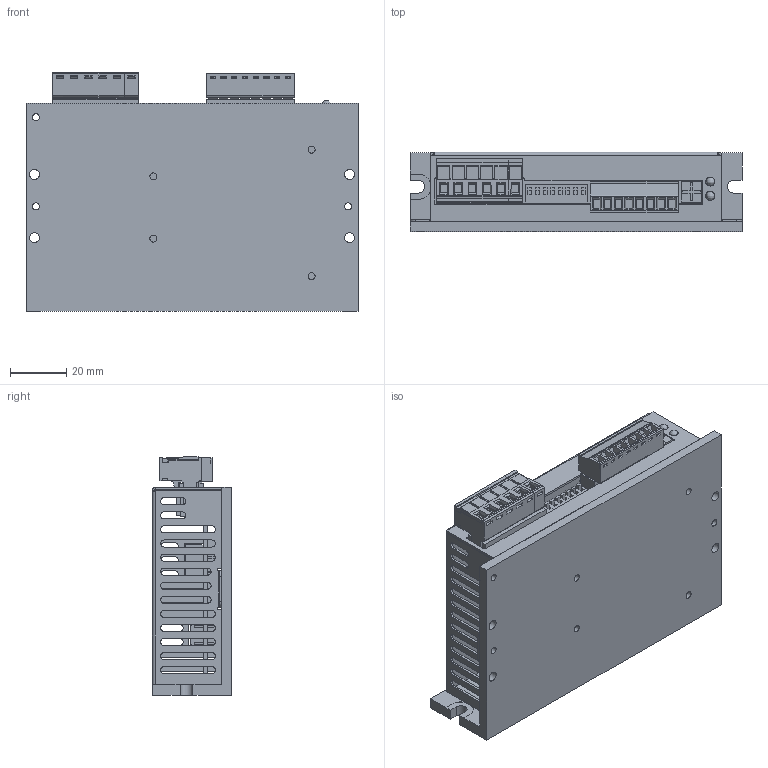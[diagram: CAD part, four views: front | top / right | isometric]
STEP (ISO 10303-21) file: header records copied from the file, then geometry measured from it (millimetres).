
FILE_DESCRIPTION (( 'STEP AP214' ), '1' );
FILE_NAME ('SRX4 梓袧倰.1.1.1.STEP', '2019-09-04T10:58:03', ( '' ), ( '' ), 'SwSTEP 2.0', 'SolidWorks 2015', '' );
FILE_SCHEMA (( 'AUTOMOTIVE_DESIGN' ));
Length unit declared in the file: millimetre
Products named in the file (11): 4299970002329.A0.1.1.1.1.1.1; 4713101002739-A2_7.9(梓袧倰).1; A2128俋褲(陔).1.1.1.1.1.1.1; 2EDGK-5.08-06P-14-00A.1.1.1.1.1.1.1.1.1.1.1; 15EDGK-3.81-08P-14-00AH.1.1.1.1.1.1.1.1.1.1.1; SRX4 梓袧倰.1.1.1
Assembly tree (5 placements, depth 2):
  4713101002739-A2_7.9(梓袧倰).1
  A2128俋褲(陔).1.1.1.1.1.1.1
  2EDGK-5.08-06P-14-00A.1.1.1.1.1.1.1.1.1.1.1
  15EDGK-3.81-08P-14-00AH.1.1.1.1.1.1.1.1.1.1.1
  4299970002329.A0.1.1.1.1.1.1
Bounding box: 118 x 28.15 x 84.9 mm (x, y, z)
Volume: 53703.7 mm3; surface area: 79168.9 mm2
Topology: 3 solids, 73 shells, 3416 faces, 9737 edges, 6437 vertices
Faces by surface type: plane 2544, cylinder 434, bspline 422, cone 16
Full cylindrical faces by diameter (mm): 0.8 x7, 0.9 x2, 1 x15, 1.1 x10, 1.3 x23, 1.4 x2, 1.45 x13, 2 x9, 2.5 x7, 2.9 x2, 2.95 x16, 3.2 x2, 3.5 x6, 3.6 x2, 4.75 x2
Entity records: 160897 total; most frequent: CARTESIAN_POINT 40630, ORIENTED_EDGE 18360, DIRECTION 15119, EDGE_CURVE 9548, LINE 7251, VECTOR 7251, VERTEX_POINT 6420, EDGE_LOOP 4087
